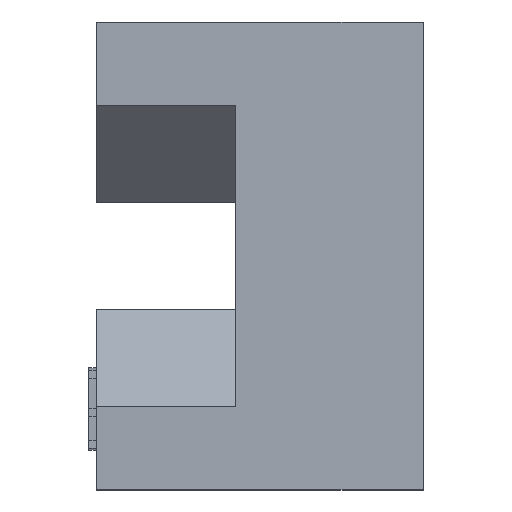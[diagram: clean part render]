
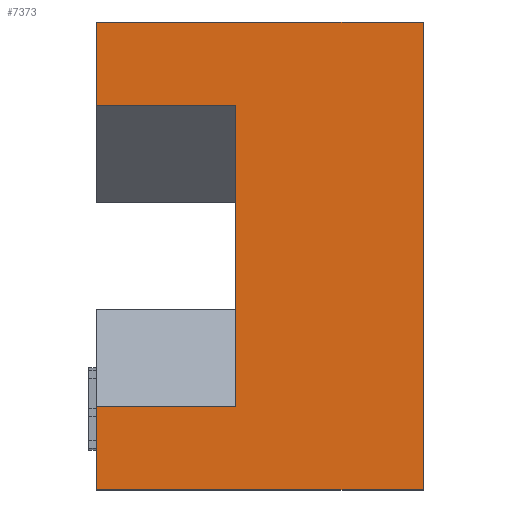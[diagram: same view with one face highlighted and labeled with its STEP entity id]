
A CAD part, left-side view. The second image highlights one B-rep face of the part: STEP entity #7373.
In plain terms, the highlighted planar face has unit normal (-1, 0, 0).
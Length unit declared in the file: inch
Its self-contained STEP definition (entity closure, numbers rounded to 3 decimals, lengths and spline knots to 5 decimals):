
#159 = CARTESIAN_POINT ( 'NONE',  ( -4., 0.218, 0.1005 ) ) ;
#728 = LINE ( 'NONE', #1810, #2660 ) ;
#914 = EDGE_CURVE ( 'NONE', #6647, #8734, #728, .T. ) ;
#1013 = VERTEX_POINT ( 'NONE', #13865 ) ;
#1279 = DIRECTION ( 'NONE',  ( 0., -1., 0. ) ) ;
#1324 = FACE_OUTER_BOUND ( 'NONE', #6666, .T. ) ;
#1701 = LINE ( 'NONE', #6400, #10527 ) ;
#1810 = CARTESIAN_POINT ( 'NONE',  ( -4., 0.125, -0.1005 ) ) ;
#2012 = CARTESIAN_POINT ( 'NONE',  ( -4., 0., -0.156 ) ) ;
#2399 = VERTEX_POINT ( 'NONE', #15122 ) ;
#2543 = LINE ( 'NONE', #12075, #4874 ) ;
#2556 = DIRECTION ( 'NONE',  ( 0., 0., -1. ) ) ;
#2653 = EDGE_CURVE ( 'NONE', #2399, #3655, #5273, .T. ) ;
#2660 = VECTOR ( 'NONE', #5427, 39.37008 ) ;
#2943 = CARTESIAN_POINT ( 'NONE',  ( -4., 0.218, 0.156 ) ) ;
#3655 = VERTEX_POINT ( 'NONE', #13523 ) ;
#3714 = CARTESIAN_POINT ( 'NONE',  ( -4., 0.218, -0.156 ) ) ;
#4125 = VERTEX_POINT ( 'NONE', #159 ) ;
#4159 = DIRECTION ( 'NONE',  ( 0., 1., 0. ) ) ;
#4874 = VECTOR ( 'NONE', #9686, 39.37008 ) ;
#5084 = ORIENTED_EDGE ( 'NONE', *, *, #6455, .F. ) ;
#5273 = LINE ( 'NONE', #9955, #13729 ) ;
#5374 = VECTOR ( 'NONE', #1279, 39.37008 ) ;
#5427 = DIRECTION ( 'NONE',  ( 0., 0., 1. ) ) ;
#5562 = EDGE_CURVE ( 'NONE', #3655, #11903, #12619, .T. ) ;
#5853 = LINE ( 'NONE', #6011, #6368 ) ;
#5874 = CARTESIAN_POINT ( 'NONE',  ( -4., 0.125, 0.1005 ) ) ;
#6011 = CARTESIAN_POINT ( 'NONE',  ( -4., 0.218, -0.156 ) ) ;
#6368 = VECTOR ( 'NONE', #14079, 39.37008 ) ;
#6400 = CARTESIAN_POINT ( 'NONE',  ( -4., 0.125, 0.1005 ) ) ;
#6455 = EDGE_CURVE ( 'NONE', #8734, #4125, #1701, .T. ) ;
#6599 = VECTOR ( 'NONE', #9305, 39.37008 ) ;
#6647 = VERTEX_POINT ( 'NONE', #8990 ) ;
#6666 = EDGE_LOOP ( 'NONE', ( #14128, #13141, #13854, #9427, #8426, #8062, #7076, #5084 ) ) ;
#7076 = ORIENTED_EDGE ( 'NONE', *, *, #11629, .F. ) ;
#7138 = CARTESIAN_POINT ( 'NONE',  ( -4., 0.218, 0.156 ) ) ;
#7184 = EDGE_CURVE ( 'NONE', #6647, #1013, #8716, .T. ) ;
#7373 = ADVANCED_FACE ( 'NONE', ( #1324 ), #10701, .F. ) ;
#7594 = AXIS2_PLACEMENT_3D ( 'NONE', #3714, #8402, #2556 ) ;
#8062 = ORIENTED_EDGE ( 'NONE', *, *, #10355, .F. ) ;
#8402 = DIRECTION ( 'NONE',  ( 1., 0., 0. ) ) ;
#8426 = ORIENTED_EDGE ( 'NONE', *, *, #5562, .T. ) ;
#8716 = LINE ( 'NONE', #14798, #11759 ) ;
#8734 = VERTEX_POINT ( 'NONE', #5874 ) ;
#8990 = CARTESIAN_POINT ( 'NONE',  ( -4., 0.125, -0.1005 ) ) ;
#9305 = DIRECTION ( 'NONE',  ( 0., 0., 1. ) ) ;
#9427 = ORIENTED_EDGE ( 'NONE', *, *, #2653, .T. ) ;
#9658 = LINE ( 'NONE', #7138, #5374 ) ;
#9686 = DIRECTION ( 'NONE',  ( 0., 0., 1. ) ) ;
#9955 = CARTESIAN_POINT ( 'NONE',  ( -4., 0.218, -0.156 ) ) ;
#9970 = EDGE_CURVE ( 'NONE', #2399, #1013, #2543, .T. ) ;
#10355 = EDGE_CURVE ( 'NONE', #10675, #11903, #9658, .T. ) ;
#10527 = VECTOR ( 'NONE', #4159, 39.37008 ) ;
#10675 = VERTEX_POINT ( 'NONE', #2943 ) ;
#10701 = PLANE ( 'NONE',  #7594 ) ;
#11629 = EDGE_CURVE ( 'NONE', #4125, #10675, #5853, .T. ) ;
#11749 = CARTESIAN_POINT ( 'NONE',  ( -4., 0., 0.156 ) ) ;
#11759 = VECTOR ( 'NONE', #12479, 39.37008 ) ;
#11903 = VERTEX_POINT ( 'NONE', #11749 ) ;
#12075 = CARTESIAN_POINT ( 'NONE',  ( -4., 0.218, -0.156 ) ) ;
#12479 = DIRECTION ( 'NONE',  ( 0., 1., 0. ) ) ;
#12619 = LINE ( 'NONE', #2012, #6599 ) ;
#13141 = ORIENTED_EDGE ( 'NONE', *, *, #7184, .T. ) ;
#13523 = CARTESIAN_POINT ( 'NONE',  ( -4., 0., -0.156 ) ) ;
#13729 = VECTOR ( 'NONE', #14653, 39.37008 ) ;
#13854 = ORIENTED_EDGE ( 'NONE', *, *, #9970, .F. ) ;
#13865 = CARTESIAN_POINT ( 'NONE',  ( -4., 0.218, -0.1005 ) ) ;
#14079 = DIRECTION ( 'NONE',  ( 0., 0., 1. ) ) ;
#14128 = ORIENTED_EDGE ( 'NONE', *, *, #914, .F. ) ;
#14653 = DIRECTION ( 'NONE',  ( 0., -1., 0. ) ) ;
#14798 = CARTESIAN_POINT ( 'NONE',  ( -4., 0.125, -0.1005 ) ) ;
#15122 = CARTESIAN_POINT ( 'NONE',  ( -4., 0.218, -0.156 ) ) ;
